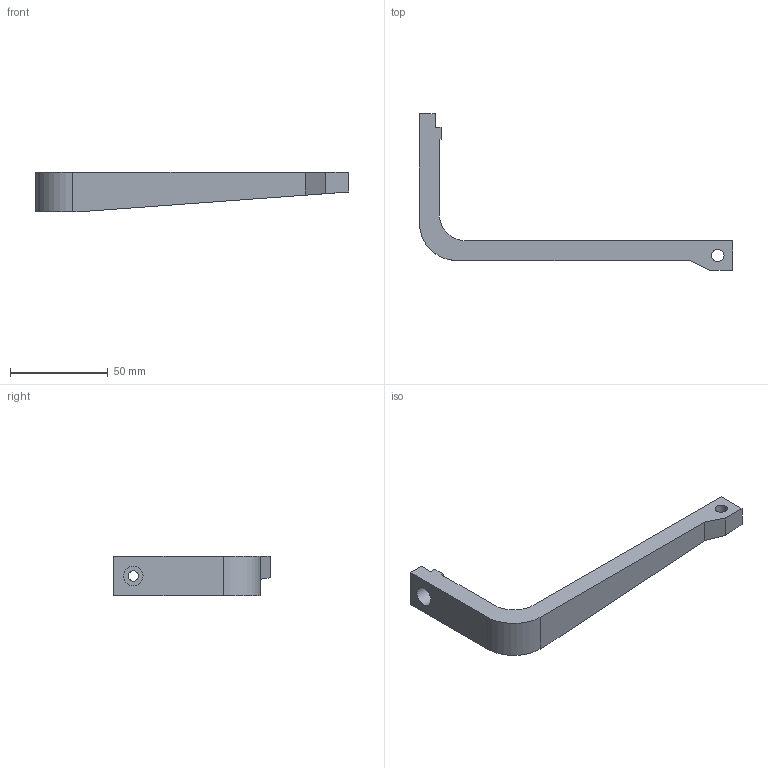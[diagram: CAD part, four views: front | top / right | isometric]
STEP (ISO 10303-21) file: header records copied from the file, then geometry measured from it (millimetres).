
FILE_DESCRIPTION(/* description */ (''),/* implementation_level */ '2;1');
FILE_NAME(/* name */ 'Voron2 Camera Mount.step',/* time_stamp */ '2020-09-16T21:08:13-07:00',/* author */ (''),/* organization */ (''),/* preprocessor_version */ 'ST-DEVELOPER v18.1',/* originating_system */ 'Autodesk Translation Framework v9.3.0.1241',/* authorisation */ '');
FILE_SCHEMA (('AUTOMOTIVE_DESIGN { 1 0 10303 214 3 1 1 }'));
Length unit declared in the file: millimetre
Products named in the file (1): Voron2 Camera Mount
Bounding box: 160 x 80 x 20 mm (x, y, z)
Volume: 36999.6 mm3; surface area: 12798.7 mm2
Topology: 1 solids, 1 shells, 23 faces, 56 edges, 37 vertices
Faces by surface type: plane 17, cylinder 6
Full cylindrical faces by diameter (mm): 5.2 x1, 6.35 x1, 10 x2
Entity records: 715 total; most frequent: CARTESIAN_POINT 117, DIRECTION 116, ORIENTED_EDGE 112, EDGE_CURVE 56, LINE 44, VECTOR 44, VERTEX_POINT 37, AXIS2_PLACEMENT_3D 36
